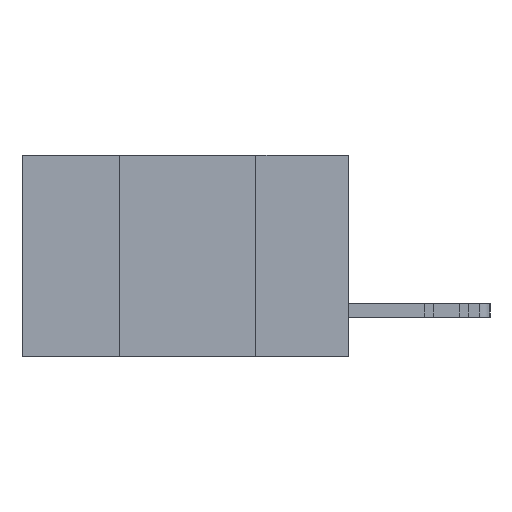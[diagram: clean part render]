
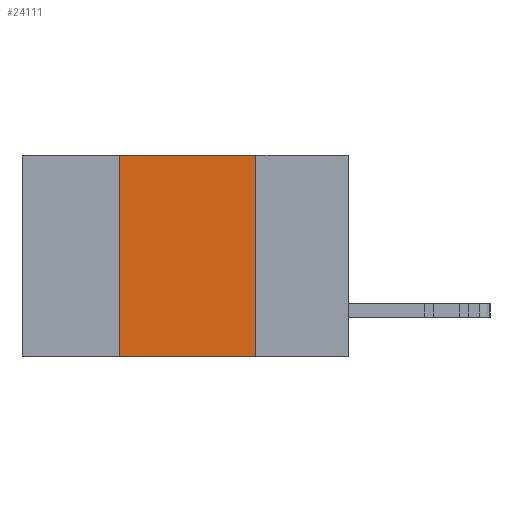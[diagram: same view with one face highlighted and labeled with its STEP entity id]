
A CAD part, left-side view. The second image highlights one B-rep face of the part: STEP entity #24111.
In plain terms, the highlighted planar face has unit normal (-1, 0, 0).
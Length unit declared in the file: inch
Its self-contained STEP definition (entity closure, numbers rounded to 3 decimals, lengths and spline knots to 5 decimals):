
#1701 = VERTEX_POINT ( 'NONE', #24449 ) ;
#1705 = EDGE_CURVE ( 'NONE', #16248, #6973, #25921, .T. ) ;
#1768 = CARTESIAN_POINT ( 'NONE',  ( 0., 0.6, 0. ) ) ;
#3101 = PLANE ( 'NONE',  #21474 ) ;
#4936 = ORIENTED_EDGE ( 'NONE', *, *, #18985, .F. ) ;
#5720 = DIRECTION ( 'NONE',  ( 0., -1., 0. ) ) ;
#6973 = VERTEX_POINT ( 'NONE', #12702 ) ;
#7743 = DIRECTION ( 'NONE',  ( 0., 0., -1. ) ) ;
#7998 = VECTOR ( 'NONE', #10199, 39.37008 ) ;
#8039 = LINE ( 'NONE', #20237, #24656 ) ;
#8190 = LINE ( 'NONE', #18224, #11760 ) ;
#9349 = VECTOR ( 'NONE', #16751, 39.37008 ) ;
#10199 = DIRECTION ( 'NONE',  ( 0., -1., 0. ) ) ;
#11243 = CARTESIAN_POINT ( 'NONE',  ( 0., 0.42, 0. ) ) ;
#11434 = DIRECTION ( 'NONE',  ( 1., 0., 0. ) ) ;
#11497 = EDGE_LOOP ( 'NONE', ( #12936, #4936, #17846, #15954 ) ) ;
#11760 = VECTOR ( 'NONE', #5720, 39.37008 ) ;
#11793 = VERTEX_POINT ( 'NONE', #16490 ) ;
#12702 = CARTESIAN_POINT ( 'NONE',  ( 0., 0.42, 0. ) ) ;
#12936 = ORIENTED_EDGE ( 'NONE', *, *, #17524, .F. ) ;
#13471 = FACE_OUTER_BOUND ( 'NONE', #11497, .T. ) ;
#13556 = LINE ( 'NONE', #1768, #7998 ) ;
#15954 = ORIENTED_EDGE ( 'NONE', *, *, #21403, .T. ) ;
#16248 = VERTEX_POINT ( 'NONE', #20302 ) ;
#16490 = CARTESIAN_POINT ( 'NONE',  ( 0., 0.17, -0.37 ) ) ;
#16751 = DIRECTION ( 'NONE',  ( 0., 0., 1. ) ) ;
#17524 = EDGE_CURVE ( 'NONE', #1701, #11793, #8039, .T. ) ;
#17683 = CARTESIAN_POINT ( 'NONE',  ( 0., 0.6, 0. ) ) ;
#17846 = ORIENTED_EDGE ( 'NONE', *, *, #1705, .F. ) ;
#18224 = CARTESIAN_POINT ( 'NONE',  ( 0., 0.6, -0.37 ) ) ;
#18985 = EDGE_CURVE ( 'NONE', #6973, #1701, #13556, .T. ) ;
#20237 = CARTESIAN_POINT ( 'NONE',  ( 0., 0.17, 0. ) ) ;
#20302 = CARTESIAN_POINT ( 'NONE',  ( 0., 0.42, -0.37 ) ) ;
#21403 = EDGE_CURVE ( 'NONE', #16248, #11793, #8190, .T. ) ;
#21474 = AXIS2_PLACEMENT_3D ( 'NONE', #17683, #11434, #25968 ) ;
#24111 = ADVANCED_FACE ( 'NONE', ( #13471 ), #3101, .F. ) ;
#24449 = CARTESIAN_POINT ( 'NONE',  ( 0., 0.17, 0. ) ) ;
#24656 = VECTOR ( 'NONE', #7743, 39.37008 ) ;
#25921 = LINE ( 'NONE', #11243, #9349 ) ;
#25968 = DIRECTION ( 'NONE',  ( 0., 0., -1. ) ) ;
